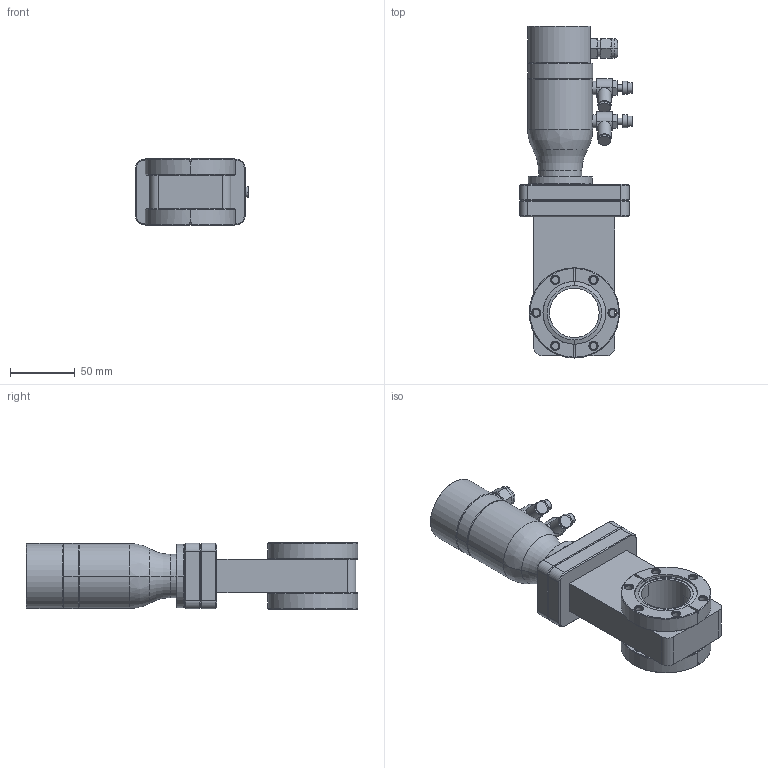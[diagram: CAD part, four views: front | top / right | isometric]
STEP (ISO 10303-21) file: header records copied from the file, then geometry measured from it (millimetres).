
FILE_DESCRIPTION((''),'2;1');
FILE_NAME('11221-0150R','2009-02-06T',('jd'),(''),'PRO/ENGINEER BY PARAMETRIC TECHNOLOGY CORPORATION, 2008400','PRO/ENGINEER BY PARAMETRIC TECHNOLOGY CORPORATION, 2008400','');
FILE_SCHEMA(('CONFIG_CONTROL_DESIGN'));
Length unit declared in the file: inch
Products named in the file (1): 11221-0150R
Bounding box: 86.61 x 255.35 x 51.49 mm (x, y, z)
Volume: 535862.1 mm3; surface area: 79025.5 mm2
Topology: 1 solids, 13 shells, 498 faces, 1155 edges, 722 vertices
Faces by surface type: plane 223, cylinder 161, cone 108, torus 4, bspline 2
Entity records: 14469 total; most frequent: CARTESIAN_POINT 2866, DIRECTION 2544, ORIENTED_EDGE 2262, EDGE_CURVE 1155, AXIS2_PLACEMENT_3D 980, VERTEX_POINT 722, VECTOR 584, LINE 584
